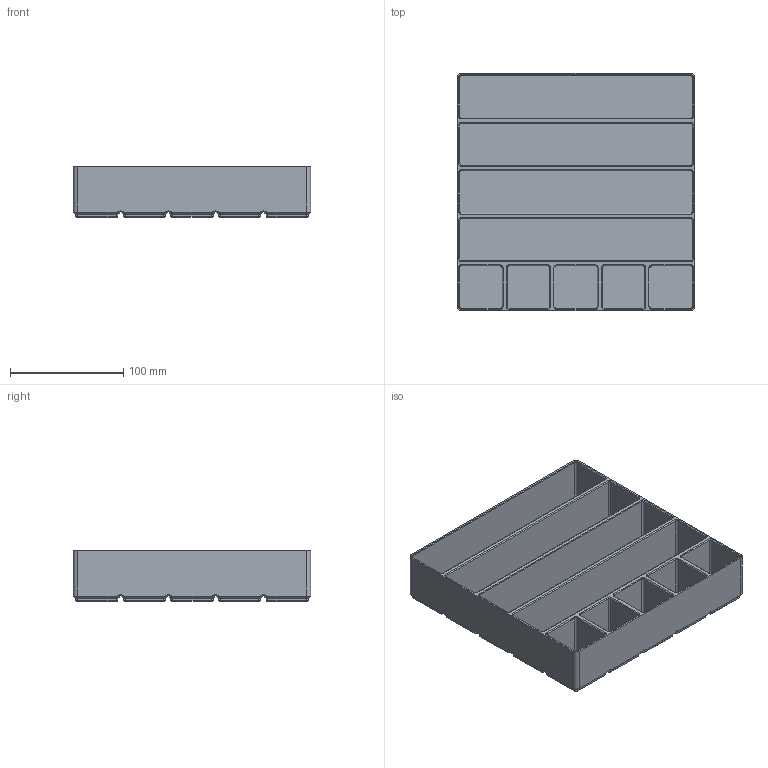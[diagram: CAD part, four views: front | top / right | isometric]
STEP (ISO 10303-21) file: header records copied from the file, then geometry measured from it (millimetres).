
FILE_DESCRIPTION(('Creo Elements/Direct Modeling STEP Export'),'2;1');
FILE_NAME('Gridfinity-5x5x45-08.stp','2023-01-07T11:07:31',(''),(''),'Creo Elements/Direct Modeling STEP processor for AP214 (Solid Model)','Creo Elements/Direct Modeling 20.3A 20-Jun-2020 (C) Parametric Technology GmbH','');
FILE_SCHEMA(('AUTOMOTIVE_DESIGN { 1 0 10303 214 1 1 1 1 }'));
Length unit declared in the file: millimetre
Products named in the file (2): 5x5x45-08
Assembly tree (1 placements, depth 2):
  5x5x45-08
    5x5x45-08
Bounding box: 209.5 x 209.5 x 45 mm (x, y, z)
Volume: 488934.8 mm3; surface area: 240316.6 mm2
Topology: 1 solids, 1 shells, 1387 faces, 2952 edges, 1776 vertices
Faces by surface type: plane 611, cylinder 540, cone 236
Entity records: 41464 total; most frequent: CARTESIAN_POINT 12490, DIRECTION 5936, ORIENTED_EDGE 5904, EDGE_CURVE 2952, AXIS2_PLACEMENT_3D 2156, VERTEX_POINT 1776, VECTOR 1624, LINE 1624
